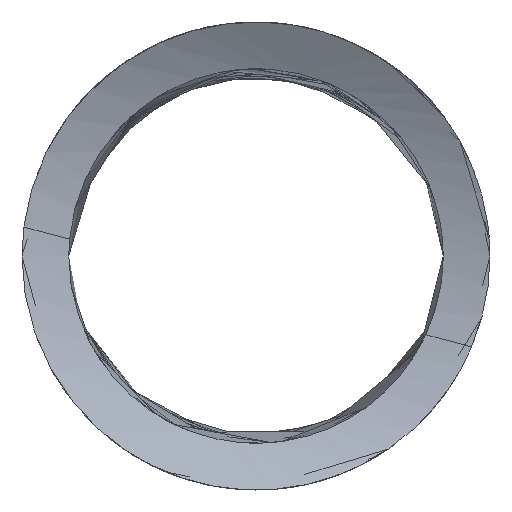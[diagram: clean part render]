
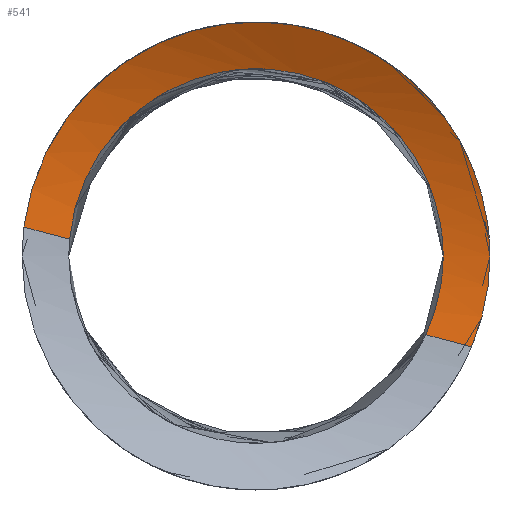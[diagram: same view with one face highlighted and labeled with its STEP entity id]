
A CAD part, front view. The second image highlights one B-rep face of the part: STEP entity #541.
In plain terms, the highlighted cylindrical face has radius 15 mm (diameter 30 mm), a partial arc.
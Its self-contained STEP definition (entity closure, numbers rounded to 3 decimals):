
#239=CARTESIAN_POINT('Vertex',(-1320.408,-321.49,177.466)) ;
#268=CARTESIAN_POINT('Vertex',(-1320.964,-321.412,174.945)) ;
#272=CARTESIAN_POINT('Control Point',(-1320.964,-321.412,174.945)) ;
#273=CARTESIAN_POINT('Control Point',(-1320.686,-321.336,175.545)) ;
#274=CARTESIAN_POINT('Control Point',(-1320.497,-321.324,176.186)) ;
#275=CARTESIAN_POINT('Control Point',(-1320.408,-321.381,176.836)) ;
#276=CARTESIAN_POINT('Control Point',(-1320.408,-321.49,177.466)) ;
#319=CARTESIAN_POINT('Control Point',(-1332.384,-324.549,178.002)) ;
#320=CARTESIAN_POINT('Control Point',(-1332.298,-324.525,178.965)) ;
#321=CARTESIAN_POINT('Control Point',(-1332.016,-324.526,179.931)) ;
#322=CARTESIAN_POINT('Control Point',(-1331.525,-324.567,180.842)) ;
#323=CARTESIAN_POINT('Control Point',(-1330.232,-324.688,182.346)) ;
#324=CARTESIAN_POINT('Control Point',(-1328.429,-324.742,183.235)) ;
#325=CARTESIAN_POINT('Control Point',(-1327.486,-324.722,183.484)) ;
#326=CARTESIAN_POINT('Control Point',(-1325.56,-324.5,183.587)) ;
#327=CARTESIAN_POINT('Control Point',(-1323.803,-323.955,182.987)) ;
#328=CARTESIAN_POINT('Control Point',(-1323.022,-323.612,182.533)) ;
#329=CARTESIAN_POINT('Control Point',(-1321.7,-322.885,181.421)) ;
#330=CARTESIAN_POINT('Control Point',(-1320.85,-322.182,179.945)) ;
#331=CARTESIAN_POINT('Control Point',(-1320.556,-321.872,179.149)) ;
#332=CARTESIAN_POINT('Control Point',(-1320.408,-321.635,178.306)) ;
#333=CARTESIAN_POINT('Control Point',(-1320.408,-321.49,177.466)) ;
#334=CARTESIAN_POINT('Vertex',(-1332.384,-324.549,178.002)) ;
#390=CARTESIAN_POINT('Vertex',(-1333.851,-324.951,178.395)) ;
#394=CARTESIAN_POINT('Control Point',(-1333.851,-324.951,178.395)) ;
#395=CARTESIAN_POINT('Control Point',(-1333.694,-324.908,179.653)) ;
#396=CARTESIAN_POINT('Control Point',(-1333.267,-324.928,180.906)) ;
#397=CARTESIAN_POINT('Control Point',(-1332.556,-325.034,182.066)) ;
#398=CARTESIAN_POINT('Control Point',(-1330.877,-325.311,183.78)) ;
#399=CARTESIAN_POINT('Control Point',(-1328.656,-325.497,184.735)) ;
#400=CARTESIAN_POINT('Control Point',(-1327.616,-325.525,184.982)) ;
#401=CARTESIAN_POINT('Control Point',(-1325.528,-325.369,185.086)) ;
#402=CARTESIAN_POINT('Control Point',(-1323.597,-324.815,184.522)) ;
#403=CARTESIAN_POINT('Control Point',(-1322.737,-324.451,184.103)) ;
#404=CARTESIAN_POINT('Control Point',(-1321.446,-323.758,183.22)) ;
#405=CARTESIAN_POINT('Control Point',(-1320.448,-323.019,182.08)) ;
#406=CARTESIAN_POINT('Control Point',(-1320.089,-322.718,181.575)) ;
#407=CARTESIAN_POINT('Control Point',(-1319.484,-322.146,180.507)) ;
#408=CARTESIAN_POINT('Control Point',(-1319.103,-321.658,179.323)) ;
#409=CARTESIAN_POINT('Control Point',(-1318.973,-321.447,178.714)) ;
#410=CARTESIAN_POINT('Control Point',(-1318.908,-321.277,178.09)) ;
#411=CARTESIAN_POINT('Control Point',(-1318.908,-321.152,177.466)) ;
#412=CARTESIAN_POINT('Vertex',(-1318.908,-321.152,177.466)) ;
#472=CARTESIAN_POINT('Control Point',(-1319.497,-321.01,174.553)) ;
#473=CARTESIAN_POINT('Control Point',(-1319.202,-320.929,175.254)) ;
#474=CARTESIAN_POINT('Control Point',(-1319.001,-320.926,175.996)) ;
#475=CARTESIAN_POINT('Control Point',(-1318.908,-321.008,176.742)) ;
#476=CARTESIAN_POINT('Control Point',(-1318.908,-321.152,177.466)) ;
#477=CARTESIAN_POINT('Vertex',(-1319.497,-321.01,174.553)) ;
#509=CARTESIAN_POINT('Axis2P3D Location',(-1232.366,-312.638,152.292)) ;
#514=CARTESIAN_POINT('Line Origine',(-1236.338,-298.174,152.292)) ;
#519=CARTESIAN_POINT('Line Origine',(-1236.338,-298.174,152.292)) ;
#510=DIRECTION('Axis2P3D Direction',(-0.934,-0.256,0.25)) ;
#511=DIRECTION('Axis2P3D XDirection',(0.265,-0.964,0.)) ;
#515=DIRECTION('Vector Direction',(-0.934,-0.256,0.25)) ;
#520=DIRECTION('Vector Direction',(-0.934,-0.256,0.25)) ;
#512=AXIS2_PLACEMENT_3D('Cylinder Axis2P3D',#509,#510,#511) ;
#534=ORIENTED_EDGE('',*,*,#523,.F.) ;
#535=ORIENTED_EDGE('',*,*,#479,.T.) ;
#536=ORIENTED_EDGE('',*,*,#414,.F.) ;
#537=ORIENTED_EDGE('',*,*,#518,.F.) ;
#538=ORIENTED_EDGE('',*,*,#336,.T.) ;
#539=ORIENTED_EDGE('',*,*,#277,.F.) ;
#516=VECTOR('Line Direction',#515,1.) ;
#521=VECTOR('Line Direction',#520,1.) ;
#541=ADVANCED_FACE('Corps principal',(#540),#513,.F.) ;
#271=B_SPLINE_CURVE_WITH_KNOTS('',4,(#272,#273,#274,#275,#276),.UNSPECIFIED.,.F.,.U.,(5,5),(0.,3.819),.UNSPECIFIED.) ;
#318=B_SPLINE_CURVE_WITH_KNOTS('',5,(#319,#320,#321,#322,#323,#324,#325,#326,#327,#328,#329,#330,#331,#332,#333),.UNSPECIFIED.,.F.,.U.,(6,3,3,3,6),(0.,7.154,13.669,20.248,26.611),.UNSPECIFIED.) ;
#393=B_SPLINE_CURVE_WITH_KNOTS('',5,(#394,#395,#396,#397,#398,#399,#400,#401,#402,#403,#404,#405,#406,#407,#408,#409,#410,#411),.UNSPECIFIED.,.F.,.U.,(6,3,3,3,3,6),(0.,9.35,16.533,23.514,28.36,33.107),.UNSPECIFIED.) ;
#471=B_SPLINE_CURVE_WITH_KNOTS('',4,(#472,#473,#474,#475,#476),.UNSPECIFIED.,.F.,.U.,(5,5),(0.,4.403),.UNSPECIFIED.) ;
#513=CYLINDRICAL_SURFACE('generated cylinder',#512,15.) ;
#277=EDGE_CURVE('',#269,#240,#271,.T.) ;
#336=EDGE_CURVE('',#335,#240,#318,.T.) ;
#414=EDGE_CURVE('',#391,#413,#393,.T.) ;
#479=EDGE_CURVE('',#478,#413,#471,.T.) ;
#518=EDGE_CURVE('',#335,#391,#517,.T.) ;
#523=EDGE_CURVE('',#478,#269,#522,.T.) ;
#533=EDGE_LOOP('',(#534,#535,#536,#537,#538,#539)) ;
#540=FACE_OUTER_BOUND('',#533,.T.) ;
#517=LINE('Line',#514,#516) ;
#522=LINE('Line',#519,#521) ;
#240=VERTEX_POINT('',#239) ;
#269=VERTEX_POINT('',#268) ;
#335=VERTEX_POINT('',#334) ;
#391=VERTEX_POINT('',#390) ;
#413=VERTEX_POINT('',#412) ;
#478=VERTEX_POINT('',#477) ;
